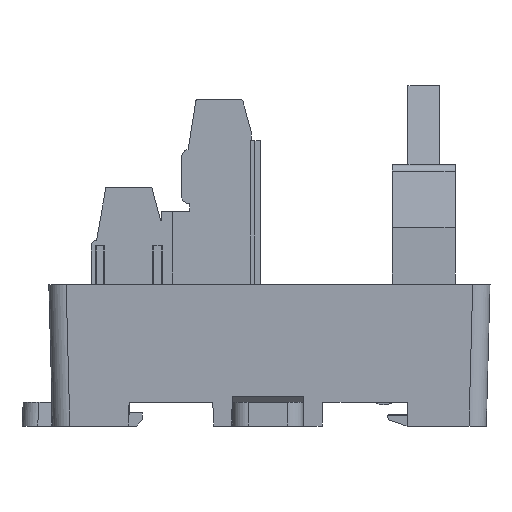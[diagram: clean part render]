
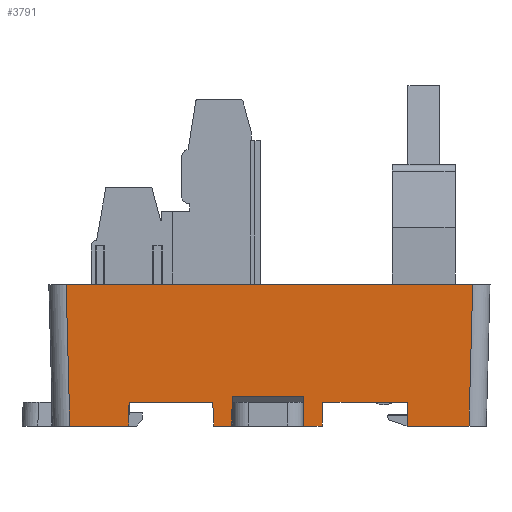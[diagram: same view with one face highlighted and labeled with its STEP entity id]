
A CAD part, left-side view. The second image highlights one B-rep face of the part: STEP entity #3791.
In plain terms, the highlighted planar face has unit normal (-1, 0, -0.026).
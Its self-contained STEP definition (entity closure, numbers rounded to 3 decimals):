
#2103=FACE_OUTER_BOUND('',#7744,.T.);
#3791=ADVANCED_FACE('',(#2103),#5551,.T.);
#5551=PLANE('',#33792);
#7744=EDGE_LOOP('',(#10700,#10701,#10702,#10703,#10704,#10705,#10706,#10707,
#10708,#10709,#10710,#10711,#10712,#10713,#10714,#10715));
#10700=ORIENTED_EDGE('',*,*,#22244,.F.);
#10701=ORIENTED_EDGE('',*,*,#22203,.T.);
#10702=ORIENTED_EDGE('',*,*,#22248,.T.);
#10703=ORIENTED_EDGE('',*,*,#21868,.T.);
#10704=ORIENTED_EDGE('',*,*,#22258,.T.);
#10705=ORIENTED_EDGE('',*,*,#22055,.T.);
#10706=ORIENTED_EDGE('',*,*,#22261,.T.);
#10707=ORIENTED_EDGE('',*,*,#22035,.F.);
#10708=ORIENTED_EDGE('',*,*,#22264,.T.);
#10709=ORIENTED_EDGE('',*,*,#22051,.T.);
#10710=ORIENTED_EDGE('',*,*,#22072,.F.);
#10711=ORIENTED_EDGE('',*,*,#21882,.T.);
#10712=ORIENTED_EDGE('',*,*,#22235,.F.);
#10713=ORIENTED_EDGE('',*,*,#22199,.T.);
#10714=ORIENTED_EDGE('',*,*,#22239,.F.);
#10715=ORIENTED_EDGE('',*,*,#22242,.T.);
#18854=VERTEX_POINT('',#44885);
#18855=VERTEX_POINT('',#44887);
#18868=VERTEX_POINT('',#44913);
#18869=VERTEX_POINT('',#44915);
#18981=VERTEX_POINT('',#45222);
#18982=VERTEX_POINT('',#45224);
#18990=VERTEX_POINT('',#45249);
#18991=VERTEX_POINT('',#45251);
#18994=VERTEX_POINT('',#45258);
#18995=VERTEX_POINT('',#45260);
#19082=VERTEX_POINT('',#45547);
#19084=VERTEX_POINT('',#45552);
#19087=VERTEX_POINT('',#45560);
#19088=VERTEX_POINT('',#45562);
#19107=VERTEX_POINT('',#45631);
#19108=VERTEX_POINT('',#45636);
#21868=EDGE_CURVE('',#18855,#18854,#26326,.T.);
#21882=EDGE_CURVE('',#18869,#18868,#26338,.T.);
#22035=EDGE_CURVE('',#18981,#18982,#26483,.T.);
#22051=EDGE_CURVE('',#18991,#18990,#26496,.T.);
#22055=EDGE_CURVE('',#18995,#18994,#26498,.T.);
#22072=EDGE_CURVE('',#18869,#18990,#26514,.T.);
#22199=EDGE_CURVE('',#19082,#19084,#26636,.T.);
#22203=EDGE_CURVE('',#19088,#19087,#26639,.T.);
#22235=EDGE_CURVE('',#19082,#18868,#26671,.T.);
#22239=EDGE_CURVE('',#19107,#19084,#26675,.T.);
#22242=EDGE_CURVE('',#19107,#19108,#26678,.T.);
#22244=EDGE_CURVE('',#19088,#19108,#26680,.T.);
#22248=EDGE_CURVE('',#19087,#18855,#26684,.T.);
#22258=EDGE_CURVE('',#18854,#18995,#26692,.T.);
#22261=EDGE_CURVE('',#18994,#18982,#26695,.T.);
#22264=EDGE_CURVE('',#18981,#18991,#26698,.T.);
#26326=LINE('',#44886,#30077);
#26338=LINE('',#44914,#30089);
#26483=LINE('',#45223,#30234);
#26496=LINE('',#45250,#30247);
#26498=LINE('',#45259,#30249);
#26514=LINE('',#45292,#30265);
#26636=LINE('',#45553,#30387);
#26639=LINE('',#45561,#30390);
#26671=LINE('',#45624,#30422);
#26675=LINE('',#45632,#30426);
#26678=LINE('',#45637,#30429);
#26680=LINE('',#45640,#30431);
#26684=LINE('',#45647,#30435);
#26692=LINE('',#45666,#30443);
#26695=LINE('',#45671,#30446);
#26698=LINE('',#45678,#30449);
#30077=VECTOR('',#36196,1.);
#30089=VECTOR('',#36212,1.);
#30234=VECTOR('',#36459,1.);
#30247=VECTOR('',#36482,1.);
#30249=VECTOR('',#36490,1.);
#30265=VECTOR('',#36516,1.);
#30387=VECTOR('',#36760,1.);
#30390=VECTOR('',#36767,1.);
#30422=VECTOR('',#36823,1.);
#30426=VECTOR('',#36833,1.);
#30429=VECTOR('',#36838,1.);
#30431=VECTOR('',#36842,1.);
#30435=VECTOR('',#36852,1.);
#30443=VECTOR('',#36878,1.);
#30446=VECTOR('',#36885,1.);
#30449=VECTOR('',#36896,1.);
#33792=AXIS2_PLACEMENT_3D('',#45680,#36899,#36900);
#36196=DIRECTION('',(0.,-1.,0.));
#36212=DIRECTION('',(0.,-1.,0.));
#36459=DIRECTION('',(0.,-1.,0.));
#36482=DIRECTION('',(0.,-1.,0.));
#36490=DIRECTION('',(0.,-1.,0.));
#36516=DIRECTION('',(0.026,0.017,-1.));
#36760=DIRECTION('',(0.,-1.,0.));
#36767=DIRECTION('',(0.,-1.,0.));
#36823=DIRECTION('',(-0.026,0.035,0.999));
#36833=DIRECTION('',(0.026,0.009,-1.));
#36838=DIRECTION('',(0.,-1.,0.));
#36842=DIRECTION('',(-0.026,0.009,1.));
#36852=DIRECTION('',(-0.026,-0.035,0.999));
#36878=DIRECTION('',(0.026,-0.017,-1.));
#36885=DIRECTION('',(-0.026,-0.026,0.999));
#36896=DIRECTION('',(0.026,-0.026,-0.999));
#36899=DIRECTION('',(-1.,0.,-0.026));
#36900=DIRECTION('',(-0.026,0.,1.));
#44885=CARTESIAN_POINT('',(-309.207,162.449,175.));
#44886=CARTESIAN_POINT('',(-309.207,180.199,175.));
#44887=CARTESIAN_POINT('',(-309.207,173.199,175.));
#44913=CARTESIAN_POINT('',(-309.207,187.199,175.));
#44914=CARTESIAN_POINT('',(-309.207,180.199,175.));
#44915=CARTESIAN_POINT('',(-309.207,197.849,175.));
#45222=CARTESIAN_POINT('',(-309.6,205.85,190.));
#45223=CARTESIAN_POINT('',(-309.6,179.699,190.));
#45224=CARTESIAN_POINT('',(-309.6,154.148,190.));
#45249=CARTESIAN_POINT('',(-309.129,197.901,172.));
#45250=CARTESIAN_POINT('',(-309.129,180.199,172.));
#45251=CARTESIAN_POINT('',(-309.129,205.378,172.));
#45258=CARTESIAN_POINT('',(-309.129,154.62,172.));
#45259=CARTESIAN_POINT('',(-309.129,179.699,172.));
#45260=CARTESIAN_POINT('',(-309.129,162.397,172.));
#45292=CARTESIAN_POINT('',(-309.176,197.87,173.796));
#45547=CARTESIAN_POINT('',(-309.129,187.094,172.));
#45552=CARTESIAN_POINT('',(-309.129,184.775,172.));
#45553=CARTESIAN_POINT('',(-309.129,180.199,172.));
#45560=CARTESIAN_POINT('',(-309.129,173.304,172.));
#45561=CARTESIAN_POINT('',(-309.129,180.199,172.));
#45562=CARTESIAN_POINT('',(-309.129,175.623,172.));
#45624=CARTESIAN_POINT('',(-309.176,187.157,173.798));
#45631=CARTESIAN_POINT('',(-309.226,184.743,175.726));
#45632=CARTESIAN_POINT('',(-309.601,184.618,190.04));
#45636=CARTESIAN_POINT('',(-309.226,175.655,175.726));
#45637=CARTESIAN_POINT('',(-309.226,-29.246,175.726));
#45640=CARTESIAN_POINT('',(-309.601,175.78,190.032));
#45647=CARTESIAN_POINT('',(-309.594,172.684,189.753));
#45666=CARTESIAN_POINT('',(-309.608,162.716,190.294));
#45671=CARTESIAN_POINT('',(-309.583,154.166,189.34));
#45678=CARTESIAN_POINT('',(-309.583,205.833,189.34));
#45680=CARTESIAN_POINT('',(-309.6,179.699,189.997));
